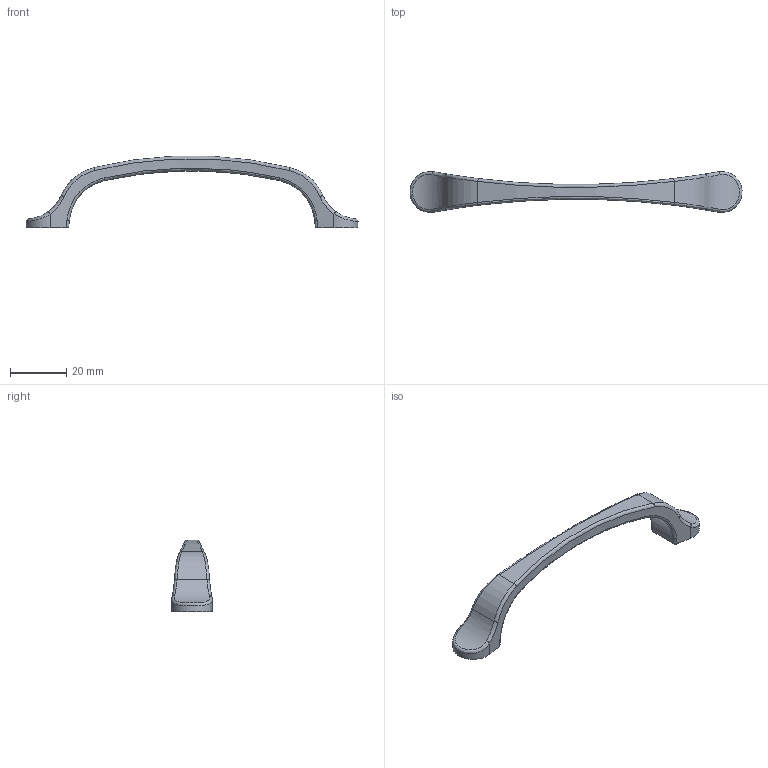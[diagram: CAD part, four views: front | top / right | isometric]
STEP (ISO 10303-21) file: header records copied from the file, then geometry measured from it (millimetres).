
FILE_DESCRIPTION(('Creo Elements/Direct Modeling STEP Export'),'2;1');
FILE_NAME('1763-118.stp','2019-01-14T11:04:09',(''),(''),'Creo Elements/Direct Modeling STEP processor for AP214 (Solid Model)','Creo Elements/Direct Modeling 20.0 12-Nov-2016 (C) Parametric Technology GmbH','');
FILE_SCHEMA(('AUTOMOTIVE_DESIGN { 1 0 10303 214 1 1 1 1 }'));
Length unit declared in the file: millimetre
Products named in the file (1): 1763-118
Bounding box: 117.56 x 14.5 x 25.37 mm (x, y, z)
Volume: 6534.5 mm3; surface area: 3920 mm2
Topology: 1 solids, 1 shells, 52 faces, 120 edges, 70 vertices
Faces by surface type: bspline 22, cylinder 20, plane 6, cone 4
Entity records: 6779 total; most frequent: CARTESIAN_POINT 5842, ORIENTED_EDGE 232, EDGE_CURVE 116, DIRECTION 110, VERTEX_POINT 70, EDGE_LOOP 56, FACE_OUTER_BOUND 52, ADVANCED_FACE 52
